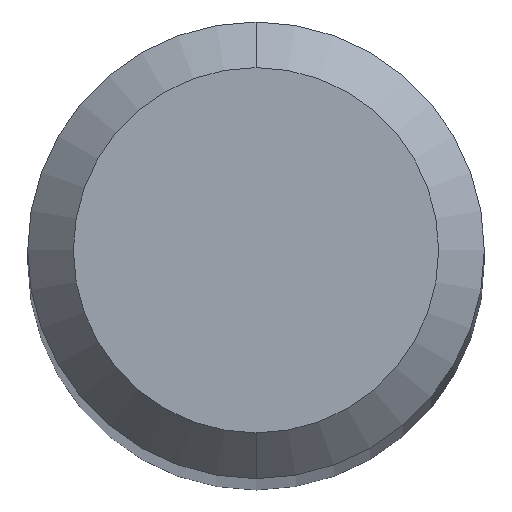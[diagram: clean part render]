
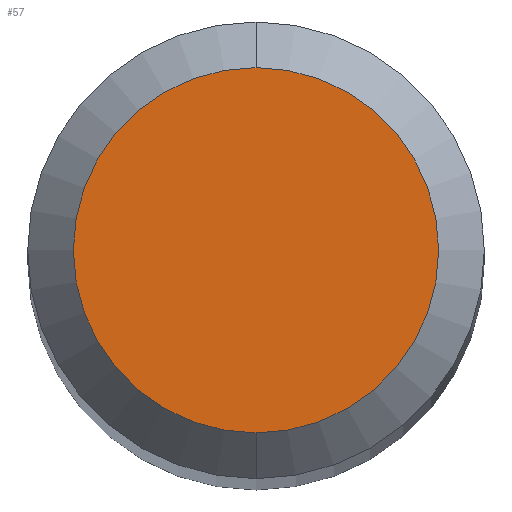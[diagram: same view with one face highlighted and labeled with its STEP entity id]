
A CAD part, top view. The second image highlights one B-rep face of the part: STEP entity #57.
In plain terms, the highlighted planar face has unit normal (0, 0, 1).
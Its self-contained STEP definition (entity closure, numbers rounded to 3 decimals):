
#46=PLANE('',#291);
#57=ADVANCED_FACE('',(#74),#46,.F.);
#74=FACE_OUTER_BOUND('',#85,.T.);
#85=EDGE_LOOP('',(#120,#121));
#120=ORIENTED_EDGE('',*,*,#150,.F.);
#121=ORIENTED_EDGE('',*,*,#148,.F.);
#131=VERTEX_POINT('',#416);
#132=VERTEX_POINT('',#418);
#148=EDGE_CURVE('',#131,#132,#159,.T.);
#150=EDGE_CURVE('',#132,#131,#160,.T.);
#159=CIRCLE('',#287,1.2);
#160=CIRCLE('',#289,1.2);
#287=AXIS2_PLACEMENT_3D('',#417,#357,#358);
#289=AXIS2_PLACEMENT_3D('',#421,#362,#363);
#291=AXIS2_PLACEMENT_3D('',#423,#366,#367);
#357=DIRECTION('',(0.,0.,-1.));
#358=DIRECTION('',(0.,-1.,0.));
#362=DIRECTION('',(0.,0.,-1.));
#363=DIRECTION('',(0.,1.,0.));
#366=DIRECTION('',(0.,0.,-1.));
#367=DIRECTION('',(0.,1.,0.));
#416=CARTESIAN_POINT('',(0.,-1.2,45.));
#417=CARTESIAN_POINT('',(0.,0.,45.));
#418=CARTESIAN_POINT('',(0.,1.2,45.));
#421=CARTESIAN_POINT('',(0.,0.,45.));
#423=CARTESIAN_POINT('',(0.,0.,45.));
